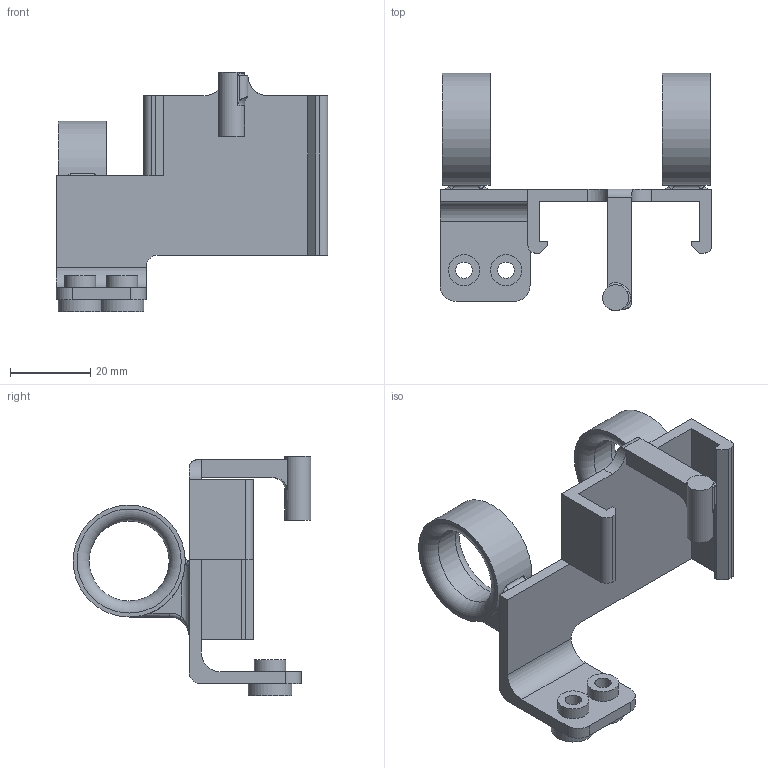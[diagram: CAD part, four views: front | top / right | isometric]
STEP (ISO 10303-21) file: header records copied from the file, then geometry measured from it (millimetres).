
FILE_DESCRIPTION(/* description */ (''),/* implementation_level */ '2;1');
FILE_NAME(/* name */ 'EDP Planetary Vertical Cooling Block support - Integrated.step',/* time_stamp */ '2020-12-05T18:07:22-05:00',/* author */ (''),/* organization */ (''),/* preprocessor_version */ 'ST-DEVELOPER v18.1',/* originating_system */ 'Autodesk Translation Framework v9.3.0.1241',/* authorisation */ '');
FILE_SCHEMA (('AUTOMOTIVE_DESIGN { 1 0 10303 214 3 1 1 }'));
Length unit declared in the file: millimetre
Products named in the file (1): Planetary Vertical Cooling Block support
Bounding box: 67.96 x 59.4 x 59.96 mm (x, y, z)
Volume: 21241.9 mm3; surface area: 14584 mm2
Topology: 1 solids, 1 shells, 120 faces, 301 edges, 193 vertices
Faces by surface type: plane 50, cylinder 44, torus 14, bspline 12
Full cylindrical faces by diameter (mm): 4.1 x2, 6.5 x1, 7.8 x2, 8 x2, 20 x2, 28 x2
Entity records: 4257 total; most frequent: CARTESIAN_POINT 1391, ORIENTED_EDGE 602, DIRECTION 563, EDGE_CURVE 301, AXIS2_PLACEMENT_3D 210, VERTEX_POINT 193, LINE 143, VECTOR 143
